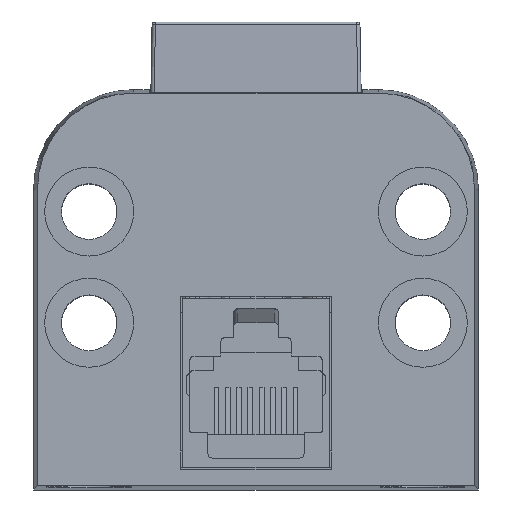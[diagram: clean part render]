
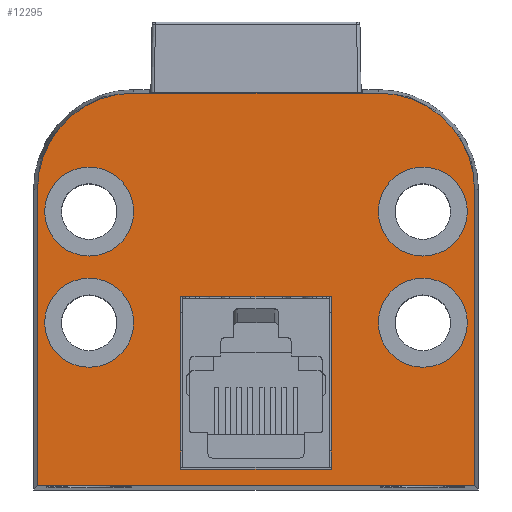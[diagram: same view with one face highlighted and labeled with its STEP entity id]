
A CAD part, top view. The second image highlights one B-rep face of the part: STEP entity #12295.
In plain terms, the highlighted face is planar.
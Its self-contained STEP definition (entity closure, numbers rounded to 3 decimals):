
#229=FACE_BOUND('',#4769,.T.);
#230=FACE_BOUND('',#4770,.T.);
#231=FACE_BOUND('',#4771,.T.);
#232=FACE_BOUND('',#4772,.T.);
#233=FACE_BOUND('',#4773,.T.);
#370=CIRCLE('',#13204,8.647);
#371=CIRCLE('',#13205,8.647);
#372=CIRCLE('',#13206,4.);
#373=CIRCLE('',#13207,4.);
#374=CIRCLE('',#13208,4.);
#375=CIRCLE('',#13209,4.);
#804=LINE('',#34506,#2211);
#807=LINE('',#34519,#2214);
#808=LINE('',#34523,#2215);
#809=LINE('',#34526,#2216);
#810=LINE('',#34537,#2217);
#811=LINE('',#34539,#2218);
#812=LINE('',#34541,#2219);
#813=LINE('',#34542,#2220);
#2211=VECTOR('',#14326,39.295);
#2214=VECTOR('',#14339,26.647);
#2215=VECTOR('',#14342,22.);
#2216=VECTOR('',#14345,26.647);
#2217=VECTOR('',#14354,13.5);
#2218=VECTOR('',#14355,15.49);
#2219=VECTOR('',#14356,13.5);
#2220=VECTOR('',#14357,15.49);
#3602=PLANE('',#13203);
#4096=FACE_OUTER_BOUND('',#4768,.T.);
#4768=EDGE_LOOP('',(#8677,#8678,#8679,#8680,#8681,#8682));
#4769=EDGE_LOOP('',(#8683));
#4770=EDGE_LOOP('',(#8684));
#4771=EDGE_LOOP('',(#8685));
#4772=EDGE_LOOP('',(#8686));
#4773=EDGE_LOOP('',(#8687,#8688,#8689,#8690));
#5599=VERTEX_POINT('',#34504);
#5600=VERTEX_POINT('',#34505);
#5605=VERTEX_POINT('',#34518);
#5606=VERTEX_POINT('',#34520);
#5607=VERTEX_POINT('',#34522);
#5608=VERTEX_POINT('',#34524);
#5609=VERTEX_POINT('',#34527);
#5610=VERTEX_POINT('',#34529);
#5611=VERTEX_POINT('',#34531);
#5612=VERTEX_POINT('',#34533);
#5613=VERTEX_POINT('',#34535);
#5614=VERTEX_POINT('',#34536);
#5615=VERTEX_POINT('',#34538);
#5616=VERTEX_POINT('',#34540);
#6826=EDGE_CURVE('',#5599,#5600,#804,.T.);
#6833=EDGE_CURVE('',#5599,#5605,#807,.T.);
#6834=EDGE_CURVE('',#5606,#5605,#370,.T.);
#6835=EDGE_CURVE('',#5607,#5606,#808,.T.);
#6836=EDGE_CURVE('',#5608,#5607,#371,.T.);
#6837=EDGE_CURVE('',#5600,#5608,#809,.T.);
#6838=EDGE_CURVE('',#5609,#5609,#372,.F.);
#6839=EDGE_CURVE('',#5610,#5610,#373,.F.);
#6840=EDGE_CURVE('',#5611,#5611,#374,.F.);
#6841=EDGE_CURVE('',#5612,#5612,#375,.F.);
#6842=EDGE_CURVE('',#5613,#5614,#810,.T.);
#6843=EDGE_CURVE('',#5615,#5613,#811,.T.);
#6844=EDGE_CURVE('',#5615,#5616,#812,.T.);
#6845=EDGE_CURVE('',#5614,#5616,#813,.T.);
#8677=ORIENTED_EDGE('',*,*,#6833,.T.);
#8678=ORIENTED_EDGE('',*,*,#6834,.F.);
#8679=ORIENTED_EDGE('',*,*,#6835,.F.);
#8680=ORIENTED_EDGE('',*,*,#6836,.F.);
#8681=ORIENTED_EDGE('',*,*,#6837,.F.);
#8682=ORIENTED_EDGE('',*,*,#6826,.F.);
#8683=ORIENTED_EDGE('',*,*,#6838,.T.);
#8684=ORIENTED_EDGE('',*,*,#6839,.T.);
#8685=ORIENTED_EDGE('',*,*,#6840,.T.);
#8686=ORIENTED_EDGE('',*,*,#6841,.T.);
#8687=ORIENTED_EDGE('',*,*,#6842,.F.);
#8688=ORIENTED_EDGE('',*,*,#6843,.F.);
#8689=ORIENTED_EDGE('',*,*,#6844,.T.);
#8690=ORIENTED_EDGE('',*,*,#6845,.F.);
#12295=ADVANCED_FACE('',(#4096,#229,#230,#231,#232,#233),#3602,.F.);
#13203=AXIS2_PLACEMENT_3D('',#34517,#14337,#14338);
#13204=AXIS2_PLACEMENT_3D('',#34521,#14340,#14341);
#13205=AXIS2_PLACEMENT_3D('',#34525,#14343,#14344);
#13206=AXIS2_PLACEMENT_3D('',#34528,#14346,#14347);
#13207=AXIS2_PLACEMENT_3D('',#34530,#14348,#14349);
#13208=AXIS2_PLACEMENT_3D('',#34532,#14350,#14351);
#13209=AXIS2_PLACEMENT_3D('',#34534,#14352,#14353);
#14326=DIRECTION('',(0.,0.,1.));
#14337=DIRECTION('center_axis',(0.,1.,0.));
#14338=DIRECTION('ref_axis',(0.,0.,1.));
#14339=DIRECTION('',(1.,0.,0.));
#14340=DIRECTION('center_axis',(0.,1.,0.));
#14341=DIRECTION('ref_axis',(1.,0.,0.));
#14342=DIRECTION('',(0.,0.,-1.));
#14343=DIRECTION('center_axis',(0.,1.,0.));
#14344=DIRECTION('ref_axis',(0.,0.,1.));
#14345=DIRECTION('',(1.,0.,0.));
#14346=DIRECTION('center_axis',(0.,-1.,0.));
#14347=DIRECTION('ref_axis',(-1.,0.,0.));
#14348=DIRECTION('center_axis',(0.,-1.,0.));
#14349=DIRECTION('ref_axis',(-1.,0.,0.));
#14350=DIRECTION('center_axis',(0.,-1.,0.));
#14351=DIRECTION('ref_axis',(-1.,0.,0.));
#14352=DIRECTION('center_axis',(0.,-1.,0.));
#14353=DIRECTION('ref_axis',(-1.,0.,0.));
#14354=DIRECTION('',(0.,0.,1.));
#14355=DIRECTION('',(1.,0.,0.));
#14356=DIRECTION('',(0.,0.,1.));
#14357=DIRECTION('',(-1.,0.,0.));
#34504=CARTESIAN_POINT('',(-17.647,0.,-19.647));
#34505=CARTESIAN_POINT('',(-17.647,0.,19.647));
#34506=CARTESIAN_POINT('',(-17.647,0.,-19.647));
#34517=CARTESIAN_POINT('Origin',(0.,0.,0.));
#34518=CARTESIAN_POINT('',(9.,0.,-19.647));
#34519=CARTESIAN_POINT('',(-17.647,0.,-19.647));
#34520=CARTESIAN_POINT('',(17.647,0.,-11.));
#34521=CARTESIAN_POINT('Origin',(9.,0.,-11.));
#34522=CARTESIAN_POINT('',(17.647,0.,11.));
#34523=CARTESIAN_POINT('',(17.647,0.,11.));
#34524=CARTESIAN_POINT('',(9.,0.,19.647));
#34525=CARTESIAN_POINT('Origin',(9.,0.,11.));
#34526=CARTESIAN_POINT('',(-17.647,0.,19.647));
#34527=CARTESIAN_POINT('',(1.,0.,-15.));
#34528=CARTESIAN_POINT('Origin',(-3.,0.,-15.));
#34529=CARTESIAN_POINT('',(11.,0.,15.));
#34530=CARTESIAN_POINT('Origin',(7.,0.,15.));
#34531=CARTESIAN_POINT('',(11.,0.,-15.));
#34532=CARTESIAN_POINT('Origin',(7.,0.,-15.));
#34533=CARTESIAN_POINT('',(1.,0.,15.));
#34534=CARTESIAN_POINT('Origin',(-3.,0.,15.));
#34535=CARTESIAN_POINT('',(-0.66,0.,-6.75));
#34536=CARTESIAN_POINT('',(-0.66,0.,6.75));
#34537=CARTESIAN_POINT('',(-0.66,0.,-6.75));
#34538=CARTESIAN_POINT('',(-16.15,0.,-6.75));
#34539=CARTESIAN_POINT('',(-16.15,0.,-6.75));
#34540=CARTESIAN_POINT('',(-16.15,0.,6.75));
#34541=CARTESIAN_POINT('',(-16.15,0.,-6.75));
#34542=CARTESIAN_POINT('',(-0.66,0.,6.75));
